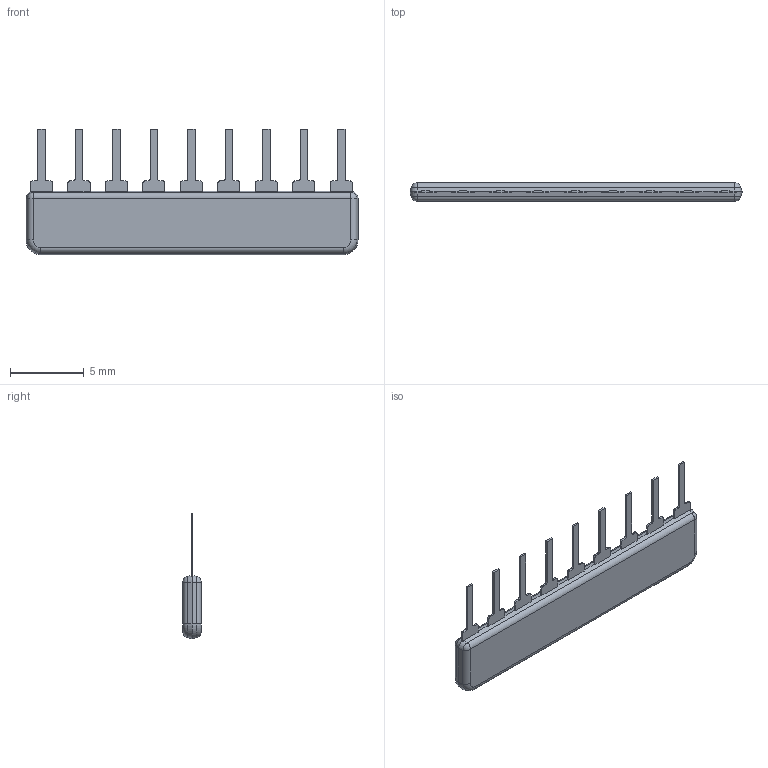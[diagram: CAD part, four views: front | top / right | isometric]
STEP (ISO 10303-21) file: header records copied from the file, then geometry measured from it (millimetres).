
FILE_DESCRIPTION (( 'STEP AP214' ), '1' );
FILE_NAME ('E5EAED99-A55F-4D20-ACC6-F3C53FB6A781.STEP', '2008-12-29T19:43:21', ( 'sysAdmin' ), ( 'SolidWorks' ), 'SwSTEP 2.0', 'SolidWorks 2009', '' );
FILE_SCHEMA (( 'AUTOMOTIVE_DESIGN' ));
Length unit declared in the file: millimetre
Products named in the file (1): E5EAED99-A55F-4D20-ACC6-F3C53FB6A781
Bounding box: 22.5 x 1.25 x 8.5 mm (x, y, z)
Volume: 116.2 mm3; surface area: 292.7 mm2
Topology: 1 solids, 1 shells, 151 faces, 425 edges, 276 vertices
Faces by surface type: plane 91, cylinder 44, cone 8, torus 8
Entity records: 5262 total; most frequent: CARTESIAN_POINT 871, ORIENTED_EDGE 850, DIRECTION 837, EDGE_CURVE 425, LINE 309, VECTOR 309, VERTEX_POINT 276, AXIS2_PLACEMENT_3D 264
